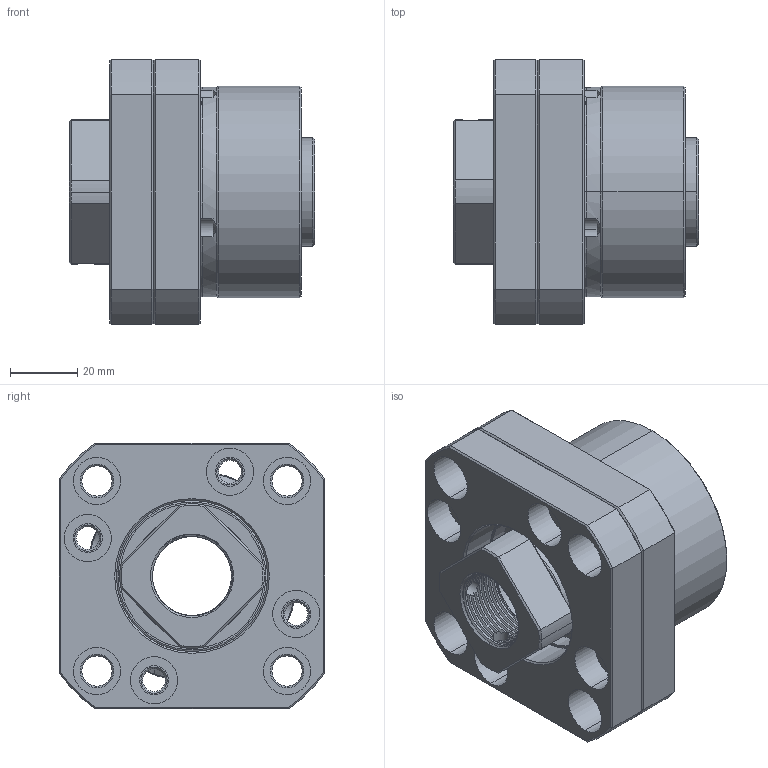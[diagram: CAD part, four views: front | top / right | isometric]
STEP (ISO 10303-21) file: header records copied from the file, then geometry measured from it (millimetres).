
FILE_DESCRIPTION (( 'STEP AP203' ), '1' );
FILE_NAME ('FK25²Õ¦X¥ó.STEP', '2010-08-13T07:15:48', ( '' ), ( '' ), 'SwSTEP 2.0', 'SolidWorks 2008', '' );
FILE_SCHEMA (( 'CONFIG_CONTROL_DESIGN' ));
Length unit declared in the file: millimetre
Products named in the file (1): FK25組合件
Bounding box: 73 x 79 x 79 mm (x, y, z)
Volume: 185013.8 mm3; surface area: 88517.1 mm2
Topology: 39 solids, 39 shells, 469 faces, 1150 edges, 709 vertices
Faces by surface type: cylinder 143, torus 93, cone 89, plane 70, sphere 56, bspline 18
Entity records: 22552 total; most frequent: CARTESIAN_POINT 12242, DIRECTION 2279, ORIENTED_EDGE 2020, AXIS2_PLACEMENT_3D 1012, EDGE_CURVE 1010, VERTEX_POINT 625, CIRCLE 560, EDGE_LOOP 533
